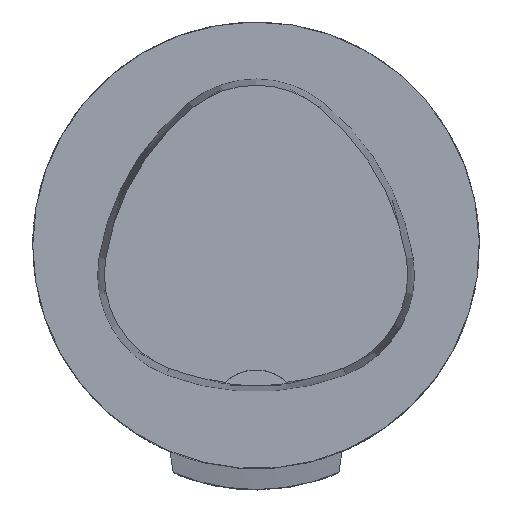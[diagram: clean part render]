
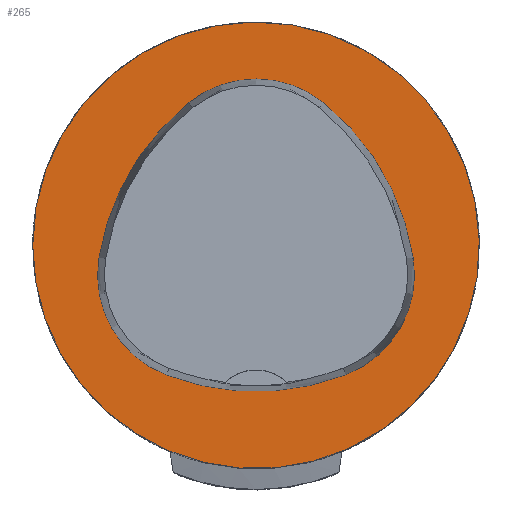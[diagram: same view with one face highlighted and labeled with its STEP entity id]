
A CAD part, top view. The second image highlights one B-rep face of the part: STEP entity #265.
In plain terms, the highlighted planar face has unit normal (0, 0, 1).
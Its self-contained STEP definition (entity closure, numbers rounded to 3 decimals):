
#265=ADVANCED_FACE('',(#344,#345),#301,.T.);
#301=PLANE('',#1002);
#344=FACE_BOUND('',#392,.T.);
#345=FACE_BOUND('',#393,.T.);
#392=EDGE_LOOP('',(#538,#539,#540,#541,#542,#543));
#393=EDGE_LOOP('',(#544));
#538=ORIENTED_EDGE('',*,*,#793,.T.);
#539=ORIENTED_EDGE('',*,*,#773,.T.);
#540=ORIENTED_EDGE('',*,*,#777,.T.);
#541=ORIENTED_EDGE('',*,*,#780,.T.);
#542=ORIENTED_EDGE('',*,*,#783,.T.);
#543=ORIENTED_EDGE('',*,*,#791,.T.);
#544=ORIENTED_EDGE('',*,*,#762,.F.);
#682=VERTEX_POINT('',#1564);
#691=VERTEX_POINT('',#1592);
#692=VERTEX_POINT('',#1593);
#695=VERTEX_POINT('',#1601);
#697=VERTEX_POINT('',#1607);
#699=VERTEX_POINT('',#1613);
#706=VERTEX_POINT('',#1634);
#762=EDGE_CURVE('',#682,#682,#834,.T.);
#773=EDGE_CURVE('',#691,#692,#835,.T.);
#777=EDGE_CURVE('',#692,#695,#837,.T.);
#780=EDGE_CURVE('',#695,#697,#839,.T.);
#783=EDGE_CURVE('',#697,#699,#841,.T.);
#791=EDGE_CURVE('',#699,#706,#845,.T.);
#793=EDGE_CURVE('',#706,#691,#847,.T.);
#834=CIRCLE('',#973,25.);
#835=CIRCLE('',#980,28.);
#837=CIRCLE('',#983,12.);
#839=CIRCLE('',#986,28.);
#841=CIRCLE('',#989,12.);
#845=CIRCLE('',#994,28.);
#847=CIRCLE('',#997,12.);
#973=AXIS2_PLACEMENT_3D('',#1563,#1137,#1138);
#980=AXIS2_PLACEMENT_3D('',#1591,#1155,#1156);
#983=AXIS2_PLACEMENT_3D('',#1600,#1163,#1164);
#986=AXIS2_PLACEMENT_3D('',#1606,#1170,#1171);
#989=AXIS2_PLACEMENT_3D('',#1612,#1177,#1178);
#994=AXIS2_PLACEMENT_3D('',#1635,#1189,#1190);
#997=AXIS2_PLACEMENT_3D('',#1638,#1195,#1196);
#1002=AXIS2_PLACEMENT_3D('',#1643,#1205,#1206);
#1137=DIRECTION('',(0.,0.,-1.));
#1138=DIRECTION('',(-1.,0.,0.));
#1155=DIRECTION('',(0.,0.,-1.));
#1156=DIRECTION('',(-1.,0.,0.));
#1163=DIRECTION('',(0.,0.,-1.));
#1164=DIRECTION('',(-1.,0.,0.));
#1170=DIRECTION('',(0.,0.,-1.));
#1171=DIRECTION('',(-1.,0.,0.));
#1177=DIRECTION('',(0.,0.,-1.));
#1178=DIRECTION('',(-1.,0.,0.));
#1189=DIRECTION('',(0.,0.,-1.));
#1190=DIRECTION('',(-1.,0.,0.));
#1195=DIRECTION('',(0.,0.,-1.));
#1196=DIRECTION('',(-1.,0.,0.));
#1205=DIRECTION('',(0.,0.,1.));
#1206=DIRECTION('',(1.,0.,0.));
#1563=CARTESIAN_POINT('',(0.,0.,0.));
#1564=CARTESIAN_POINT('',(-25.,0.,0.));
#1591=CARTESIAN_POINT('',(10.068,-5.824,0.));
#1592=CARTESIAN_POINT('',(-17.584,-1.424,0.));
#1593=CARTESIAN_POINT('',(-7.531,15.953,0.));
#1600=CARTESIAN_POINT('',(0.011,6.62,0.));
#1601=CARTESIAN_POINT('',(7.567,15.942,0.));
#1606=CARTESIAN_POINT('',(-10.063,-5.81,0.));
#1607=CARTESIAN_POINT('',(17.59,-1.418,0.));
#1612=CARTESIAN_POINT('',(5.739,-3.3,0.));
#1613=CARTESIAN_POINT('',(10.05,-14.499,0.));
#1634=CARTESIAN_POINT('',(-10.025,-14.516,0.));
#1635=CARTESIAN_POINT('',(-0.01,11.631,0.));
#1638=CARTESIAN_POINT('',(-5.733,-3.31,0.));
#1643=CARTESIAN_POINT('',(0.,0.,0.));
